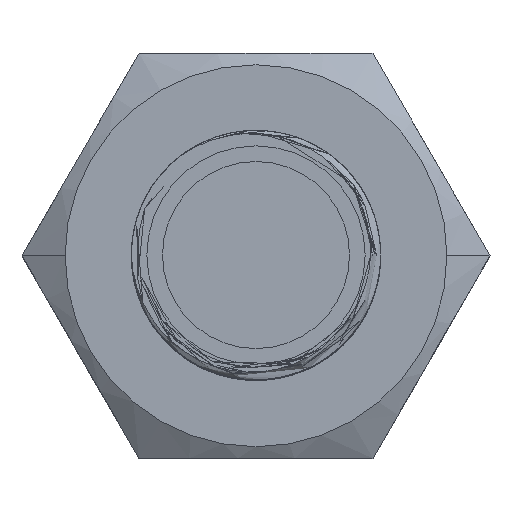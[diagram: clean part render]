
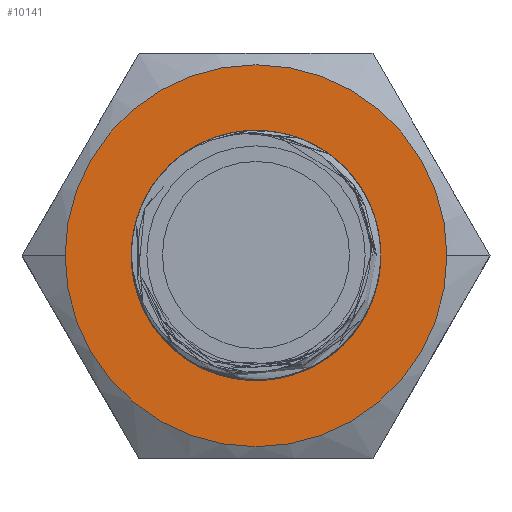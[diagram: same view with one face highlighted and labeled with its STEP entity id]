
A CAD part, top view. The second image highlights one B-rep face of the part: STEP entity #10141.
In plain terms, the highlighted planar face has unit normal (0, 0, 1).
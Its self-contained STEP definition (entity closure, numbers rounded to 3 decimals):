
#1055=CARTESIAN_POINT('',(-10.04,8.367,
-14.176));
#1056=DIRECTION('',(0.,0.,-1.));
#1057=DIRECTION('',(-1.,0.,0.));
#1058=AXIS2_PLACEMENT_3D('',#1055,#1056,#1057);
#1060=CARTESIAN_POINT('',(-10.04,8.367,
-14.176));
#1061=DIRECTION('',(0.,0.,-1.));
#1062=DIRECTION('',(1.,0.,0.));
#1063=AXIS2_PLACEMENT_3D('',#1060,#1061,#1062);
#1065=CARTESIAN_POINT('',(-8.802,4.563,
-14.176));
#1066=CARTESIAN_POINT('',(-8.658,4.617,
-14.176));
#1067=CARTESIAN_POINT('',(-8.378,4.739,
-14.176));
#1068=CARTESIAN_POINT('',(-7.982,4.97,
-14.176));
#1069=CARTESIAN_POINT('',(-7.617,5.243,
-14.176));
#1070=CARTESIAN_POINT('',(-7.286,5.555,
-14.176));
#1071=CARTESIAN_POINT('',(-6.992,5.903,
-14.176));
#1072=CARTESIAN_POINT('',(-6.741,6.287,
-14.176));
#1073=CARTESIAN_POINT('',(-6.54,6.689,
-14.176));
#1074=CARTESIAN_POINT('',(-6.39,7.101,
-14.176));
#1075=CARTESIAN_POINT('',(-6.293,7.507,
-14.176));
#1076=CARTESIAN_POINT('',(-6.241,7.897,
-14.176));
#1077=CARTESIAN_POINT('',(-6.229,8.274,
-14.176));
#1078=CARTESIAN_POINT('',(-6.252,8.638,
-14.176));
#1079=CARTESIAN_POINT('',(-6.309,8.993,
-14.176));
#1080=CARTESIAN_POINT('',(-6.4,9.339,
-14.176));
#1081=CARTESIAN_POINT('',(-6.523,9.676,
-14.176));
#1082=CARTESIAN_POINT('',(-6.678,9.999,
-14.176));
#1083=CARTESIAN_POINT('',(-6.863,10.305,
-14.176));
#1084=CARTESIAN_POINT('',(-7.072,10.588,
-14.176));
#1085=CARTESIAN_POINT('',(-7.303,10.845,
-14.176));
#1086=CARTESIAN_POINT('',(-7.468,10.999,
-14.176));
#1087=CARTESIAN_POINT('',(-7.554,11.071,
-14.176));
#1089=CARTESIAN_POINT('',(-10.04,8.367,
-14.176));
#1090=DIRECTION('',(0.,0.,1.));
#1091=DIRECTION('',(0.677,0.736,0.));
#1092=AXIS2_PLACEMENT_3D('',#1089,#1090,#1091);
#1094=CARTESIAN_POINT('',(-11.038,11.902,
-14.176));
#1095=CARTESIAN_POINT('',(-11.167,11.871,
-14.176));
#1096=CARTESIAN_POINT('',(-11.421,11.796,
-14.176));
#1097=CARTESIAN_POINT('',(-11.787,11.642,
-14.176));
#1098=CARTESIAN_POINT('',(-12.137,11.448,
-14.176));
#1099=CARTESIAN_POINT('',(-12.466,11.216,
-14.176));
#1100=CARTESIAN_POINT('',(-12.772,10.947,
-14.176));
#1101=CARTESIAN_POINT('',(-13.049,10.644,
-14.176));
#1102=CARTESIAN_POINT('',(-13.29,10.312,
-14.176));
#1103=CARTESIAN_POINT('',(-13.493,9.961,
-14.176));
#1104=CARTESIAN_POINT('',(-13.656,9.594,
-14.176));
#1105=CARTESIAN_POINT('',(-13.779,9.213,
-14.176));
#1106=CARTESIAN_POINT('',(-13.861,8.822,
-14.176));
#1107=CARTESIAN_POINT('',(-13.902,8.423,
-14.176));
#1108=CARTESIAN_POINT('',(-13.902,8.023,
-14.176));
#1109=CARTESIAN_POINT('',(-13.86,7.625,
-14.176));
#1110=CARTESIAN_POINT('',(-13.777,7.234,
-14.176));
#1111=CARTESIAN_POINT('',(-13.656,6.851,
-14.176));
#1112=CARTESIAN_POINT('',(-13.496,6.485,
-14.176));
#1113=CARTESIAN_POINT('',(-13.298,6.134,
-14.176));
#1114=CARTESIAN_POINT('',(-13.063,5.803,
-14.176));
#1115=CARTESIAN_POINT('',(-12.794,5.495,
-14.176));
#1116=CARTESIAN_POINT('',(-12.494,5.216,
-14.176));
#1117=CARTESIAN_POINT('',(-12.274,5.051,
-14.176));
#1118=CARTESIAN_POINT('',(-12.159,4.974,
-14.176));
#1120=CARTESIAN_POINT('',(-10.04,8.367,
-14.176));
#1121=DIRECTION('',(0.,0.,-1.));
#1122=DIRECTION('',(0.31,-0.951,0.));
#1123=AXIS2_PLACEMENT_3D('',#1120,#1121,#1122);
#8530=CARTESIAN_POINT('',(-16.165,8.367,
-14.176));
#8531=CARTESIAN_POINT('',(-3.915,8.367,
-14.176));
#8532=VERTEX_POINT('',#8530);
#8533=VERTEX_POINT('',#8531);
#9473=VERTEX_POINT('',#1065);
#9474=VERTEX_POINT('',#1087);
#9475=VERTEX_POINT('',#1094);
#9476=VERTEX_POINT('',#1118);
#10121=CARTESIAN_POINT('',(-6.288,1.867,
-14.176));
#10122=DIRECTION('',(0.,0.,1.));
#10123=DIRECTION('',(1.,0.,0.));
#10124=AXIS2_PLACEMENT_3D('',#10121,#10122,#10123);
#10125=PLANE('',#10124);
#10126=ORIENTED_EDGE('',*,*,#10107,.T.);
#10128=ORIENTED_EDGE('',*,*,#10127,.T.);
#10129=EDGE_LOOP('',(#10126,#10128));
#10130=FACE_OUTER_BOUND('',#10129,.F.);
#10132=ORIENTED_EDGE('',*,*,#10131,.T.);
#10134=ORIENTED_EDGE('',*,*,#10133,.T.);
#10136=ORIENTED_EDGE('',*,*,#10135,.T.);
#10138=ORIENTED_EDGE('',*,*,#10137,.F.);
#10139=EDGE_LOOP('',(#10132,#10134,#10136,#10138));
#10140=FACE_BOUND('',#10139,.F.);
#10141=ADVANCED_FACE('',(#10130,#10140),#10125,.T.);
#1059=CIRCLE('',#1058,6.125);
#1064=CIRCLE('',#1063,6.125);
#1088=B_SPLINE_CURVE_WITH_KNOTS('',3,(#1065,#1066,#1067,#1068,#1069,#1070,#1071,
#1072,#1073,#1074,#1075,#1076,#1077,#1078,#1079,#1080,#1081,#1082,#1083,#1084,
#1085,#1086,#1087),.UNSPECIFIED.,.F.,.F.,(4,1,1,1,1,1,1,1,1,1,1,1,1,1,1,1,1,1,1,
1,4),(0.,0.05,0.1,0.15,0.2,0.25,0.3,0.35,0.4,0.45,0.5,
0.55,0.6,0.65,0.7,0.75,0.8,0.85,0.9,0.95,1.),.UNSPECIFIED.);
#1093=CIRCLE('',#1092,3.674);
#1119=B_SPLINE_CURVE_WITH_KNOTS('',3,(#1094,#1095,#1096,#1097,#1098,#1099,#1100,
#1101,#1102,#1103,#1104,#1105,#1106,#1107,#1108,#1109,#1110,#1111,#1112,#1113,
#1114,#1115,#1116,#1117,#1118),.UNSPECIFIED.,.F.,.F.,(4,1,1,1,1,1,1,1,1,1,1,1,1,
1,1,1,1,1,1,1,1,1,4),(0.,0.045,0.091,
0.136,0.182,0.227,0.273,
0.318,0.364,0.409,0.455,0.5,
0.545,0.591,0.636,0.682,
0.727,0.773,0.818,0.864,
0.909,0.955,1.),.UNSPECIFIED.);
#1124=CIRCLE('',#1123,4.);
#10107=EDGE_CURVE('',#8532,#8533,#1059,.T.);
#10127=EDGE_CURVE('',#8533,#8532,#1064,.T.);
#10131=EDGE_CURVE('',#9473,#9474,#1088,.T.);
#10133=EDGE_CURVE('',#9474,#9475,#1093,.T.);
#10135=EDGE_CURVE('',#9475,#9476,#1119,.T.);
#10137=EDGE_CURVE('',#9473,#9476,#1124,.T.);
